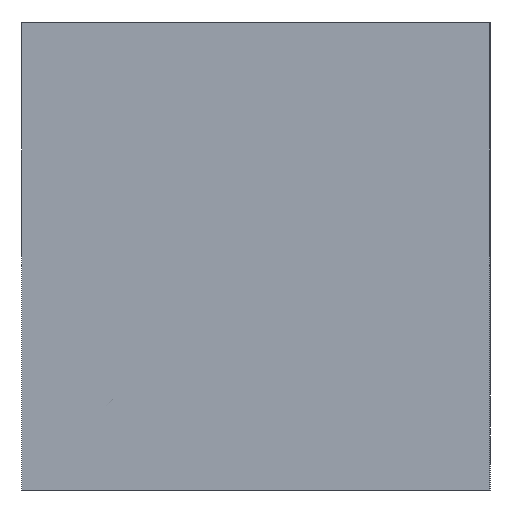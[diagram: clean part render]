
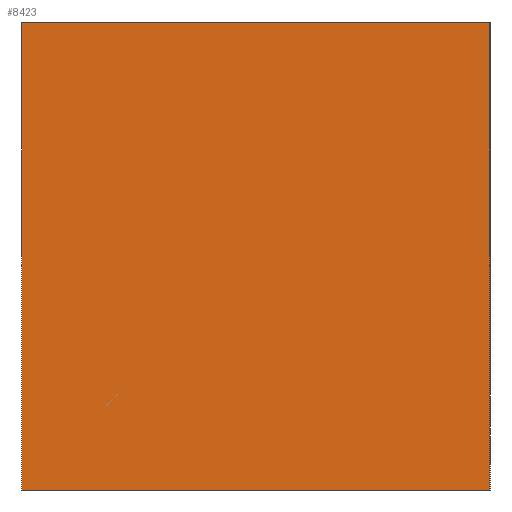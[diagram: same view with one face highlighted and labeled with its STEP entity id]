
A CAD part, left-side view. The second image highlights one B-rep face of the part: STEP entity #8423.
In plain terms, the highlighted planar face has unit normal (-1, 0, 0).
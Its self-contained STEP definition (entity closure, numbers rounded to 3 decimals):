
#606=PLANE('',#8973);
#1044=FACE_OUTER_BOUND('',#1532,.T.);
#1532=EDGE_LOOP('',(#7525,#7526,#7527,#7528));
#1815=LINE('',#13111,#2528);
#2255=LINE('',#14768,#2968);
#2256=LINE('',#14769,#2969);
#2257=LINE('',#14770,#2970);
#2528=VECTOR('',#9372,10.);
#2968=VECTOR('',#10748,10.);
#2969=VECTOR('',#10749,10.);
#2970=VECTOR('',#10750,10.);
#3550=VERTEX_POINT('',#13104);
#3553=VERTEX_POINT('',#13109);
#4015=VERTEX_POINT('',#14766);
#4016=VERTEX_POINT('',#14767);
#4496=EDGE_CURVE('',#3553,#3550,#1815,.T.);
#5194=EDGE_CURVE('',#4015,#4016,#2255,.T.);
#5195=EDGE_CURVE('',#4016,#3550,#2256,.T.);
#5196=EDGE_CURVE('',#4015,#3553,#2257,.T.);
#7525=ORIENTED_EDGE('',*,*,#5194,.T.);
#7526=ORIENTED_EDGE('',*,*,#5195,.T.);
#7527=ORIENTED_EDGE('',*,*,#4496,.F.);
#7528=ORIENTED_EDGE('',*,*,#5196,.F.);
#8423=ADVANCED_FACE('',(#1044),#606,.T.);
#8973=AXIS2_PLACEMENT_3D('',#14765,#10746,#10747);
#9372=DIRECTION('',(0.,-1.,0.));
#10746=DIRECTION('center_axis',(-1.,0.,0.));
#10747=DIRECTION('ref_axis',(0.,-1.,0.));
#10748=DIRECTION('',(0.,-1.,0.));
#10749=DIRECTION('',(0.,0.,1.));
#10750=DIRECTION('',(0.,0.,1.));
#13104=CARTESIAN_POINT('',(0.,0.,50.8));
#13109=CARTESIAN_POINT('',(0.,50.8,50.8));
#13111=CARTESIAN_POINT('',(0.,50.8,50.8));
#14765=CARTESIAN_POINT('Origin',(0.,50.8,0.));
#14766=CARTESIAN_POINT('',(0.,50.8,0.));
#14767=CARTESIAN_POINT('',(0.,0.,0.));
#14768=CARTESIAN_POINT('',(0.,50.8,0.));
#14769=CARTESIAN_POINT('',(0.,0.,0.));
#14770=CARTESIAN_POINT('',(0.,50.8,0.));
